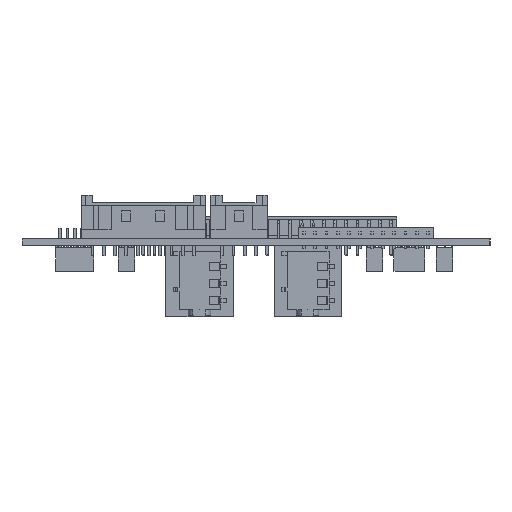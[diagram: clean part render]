
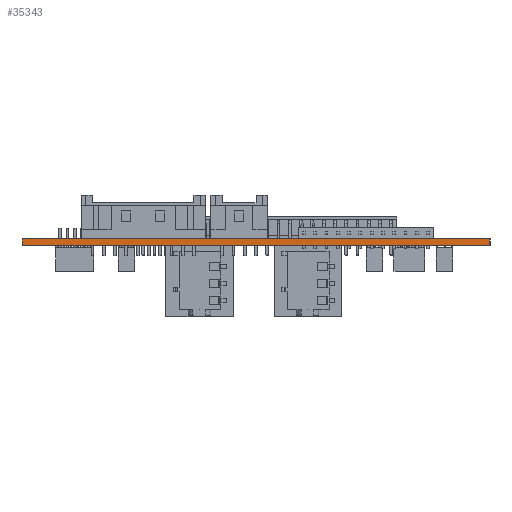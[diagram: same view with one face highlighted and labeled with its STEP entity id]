
A CAD part, left-side view. The second image highlights one B-rep face of the part: STEP entity #35343.
In plain terms, the highlighted planar face has unit normal (-1, 0, 0).
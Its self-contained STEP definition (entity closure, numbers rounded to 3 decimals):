
#2821=FACE_OUTER_BOUND('',#5038,.T.);
#5038=EDGE_LOOP('',(#23963,#23964,#23965,#23966));
#7336=LINE('',#51064,#11540);
#7342=LINE('',#51076,#11546);
#7343=LINE('',#51078,#11547);
#7346=LINE('',#51190,#11550);
#11540=VECTOR('',#40750,10.);
#11546=VECTOR('',#40758,10.);
#11547=VECTOR('',#40761,10.);
#11550=VECTOR('',#40874,76.);
#15743=VERTEX_POINT('',#51060);
#15745=VERTEX_POINT('',#51063);
#15748=VERTEX_POINT('',#51070);
#15750=VERTEX_POINT('',#51074);
#18850=EDGE_CURVE('',#15745,#15743,#7336,.T.);
#18856=EDGE_CURVE('',#15750,#15748,#7342,.T.);
#18857=EDGE_CURVE('',#15745,#15750,#7343,.T.);
#18914=EDGE_CURVE('',#15743,#15748,#7346,.T.);
#23963=ORIENTED_EDGE('',*,*,#18857,.F.);
#23964=ORIENTED_EDGE('',*,*,#18850,.T.);
#23965=ORIENTED_EDGE('',*,*,#18914,.T.);
#23966=ORIENTED_EDGE('',*,*,#18856,.F.);
#33812=PLANE('',#37803);
#35343=ADVANCED_FACE('',(#2821),#33812,.F.);
#37803=AXIS2_PLACEMENT_3D('',#51300,#40985,#40986);
#40750=DIRECTION('',(0.,0.,-1.));
#40758=DIRECTION('',(0.,0.,-1.));
#40761=DIRECTION('',(0.,-1.,0.));
#40874=DIRECTION('',(0.,-1.,0.));
#40985=DIRECTION('center_axis',(1.,0.,0.));
#40986=DIRECTION('ref_axis',(0.,0.,-1.));
#51060=CARTESIAN_POINT('',(-86.,-3.5,0.));
#51063=CARTESIAN_POINT('',(-86.,-3.5,1.2));
#51064=CARTESIAN_POINT('',(-86.,-3.5,1.2));
#51070=CARTESIAN_POINT('',(-86.,-86.5,0.));
#51074=CARTESIAN_POINT('',(-86.,-86.5,1.2));
#51076=CARTESIAN_POINT('',(-86.,-86.5,1.2));
#51078=CARTESIAN_POINT('',(-86.,-83.,1.2));
#51190=CARTESIAN_POINT('',(-86.,-7.,0.));
#51300=CARTESIAN_POINT('Origin',(-86.,0.,
1.2));
